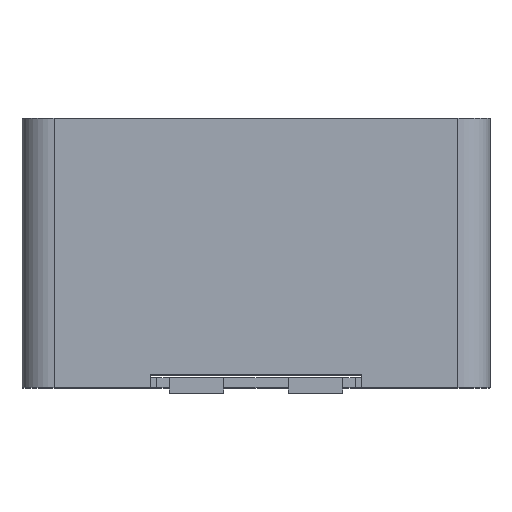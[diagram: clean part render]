
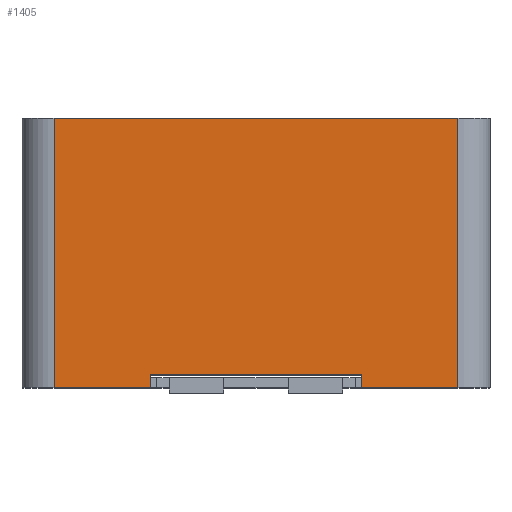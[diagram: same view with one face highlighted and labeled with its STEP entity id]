
A CAD part, top view. The second image highlights one B-rep face of the part: STEP entity #1405.
In plain terms, the highlighted planar face has unit normal (0, 0, 1).
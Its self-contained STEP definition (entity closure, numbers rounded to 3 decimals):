
#140 = VECTOR ( 'NONE', #9600, 1000. ) ;
#302 = CARTESIAN_POINT ( 'NONE',  ( -1.65, 0.2, 3.65 ) ) ;
#350 = ORIENTED_EDGE ( 'NONE', *, *, #4311, .F. ) ;
#469 = ORIENTED_EDGE ( 'NONE', *, *, #8833, .F. ) ;
#615 = CARTESIAN_POINT ( 'NONE',  ( 1.65, 0.2, 3.65 ) ) ;
#1036 = LINE ( 'NONE', #7763, #4713 ) ;
#1330 = EDGE_CURVE ( 'NONE', #8189, #5553, #4584, .T. ) ;
#1370 = CARTESIAN_POINT ( 'NONE',  ( -3.15, 4.2, 3.65 ) ) ;
#1405 = ADVANCED_FACE ( 'NONE', ( #1776 ), #4859, .F. ) ;
#1541 = CARTESIAN_POINT ( 'NONE',  ( 1.65, 0.2, 3.65 ) ) ;
#1563 = VECTOR ( 'NONE', #8361, 1000. ) ;
#1621 = CARTESIAN_POINT ( 'NONE',  ( -3.15, 4.2, 3.65 ) ) ;
#1648 = CARTESIAN_POINT ( 'NONE',  ( -3.15, 0., 3.65 ) ) ;
#1708 = VECTOR ( 'NONE', #7849, 1000. ) ;
#1776 = FACE_OUTER_BOUND ( 'NONE', #2165, .T. ) ;
#2026 = LINE ( 'NONE', #6589, #140 ) ;
#2165 = EDGE_LOOP ( 'NONE', ( #7326, #469, #350, #7912, #6686, #6764, #7429, #7150 ) ) ;
#2230 = LINE ( 'NONE', #1621, #8017 ) ;
#2276 = DIRECTION ( 'NONE',  ( 1., 0., 0. ) ) ;
#2394 = EDGE_CURVE ( 'NONE', #8983, #3437, #2230, .T. ) ;
#2430 = CARTESIAN_POINT ( 'NONE',  ( -3.15, 0., 3.65 ) ) ;
#2913 = EDGE_CURVE ( 'NONE', #9243, #5130, #7580, .T. ) ;
#3029 = DIRECTION ( 'NONE',  ( 0., -1., 0. ) ) ;
#3177 = DIRECTION ( 'NONE',  ( 0., -1., 0. ) ) ;
#3286 = EDGE_CURVE ( 'NONE', #3437, #5158, #2026, .T. ) ;
#3291 = VECTOR ( 'NONE', #3177, 1000. ) ;
#3437 = VERTEX_POINT ( 'NONE', #1648 ) ;
#3638 = VECTOR ( 'NONE', #9055, 1000. ) ;
#3943 = AXIS2_PLACEMENT_3D ( 'NONE', #6350, #4235, #7861 ) ;
#3974 = LINE ( 'NONE', #9284, #3291 ) ;
#4235 = DIRECTION ( 'NONE',  ( 0., 0., -1. ) ) ;
#4311 = EDGE_CURVE ( 'NONE', #9243, #4872, #1036, .T. ) ;
#4584 = LINE ( 'NONE', #7581, #3638 ) ;
#4622 = LINE ( 'NONE', #2430, #6596 ) ;
#4645 = EDGE_CURVE ( 'NONE', #8983, #8189, #6290, .T. ) ;
#4713 = VECTOR ( 'NONE', #4863, 1000. ) ;
#4733 = CARTESIAN_POINT ( 'NONE',  ( 3.15, 0., 3.65 ) ) ;
#4859 = PLANE ( 'NONE',  #3943 ) ;
#4863 = DIRECTION ( 'NONE',  ( -1., 0., 0. ) ) ;
#4872 = VERTEX_POINT ( 'NONE', #302 ) ;
#5130 = VERTEX_POINT ( 'NONE', #6832 ) ;
#5158 = VERTEX_POINT ( 'NONE', #6198 ) ;
#5545 = CARTESIAN_POINT ( 'NONE',  ( -3.15, 4.2, 3.65 ) ) ;
#5553 = VERTEX_POINT ( 'NONE', #4733 ) ;
#6198 = CARTESIAN_POINT ( 'NONE',  ( -1.65, 0., 3.65 ) ) ;
#6290 = LINE ( 'NONE', #5545, #1708 ) ;
#6350 = CARTESIAN_POINT ( 'NONE',  ( -3.15, 4.2, 3.65 ) ) ;
#6589 = CARTESIAN_POINT ( 'NONE',  ( -3.15, 0., 3.65 ) ) ;
#6596 = VECTOR ( 'NONE', #2276, 1000. ) ;
#6686 = ORIENTED_EDGE ( 'NONE', *, *, #7121, .T. ) ;
#6764 = ORIENTED_EDGE ( 'NONE', *, *, #1330, .F. ) ;
#6832 = CARTESIAN_POINT ( 'NONE',  ( 1.65, 0., 3.65 ) ) ;
#6914 = CARTESIAN_POINT ( 'NONE',  ( 3.15, 4.2, 3.65 ) ) ;
#7121 = EDGE_CURVE ( 'NONE', #5130, #5553, #4622, .T. ) ;
#7150 = ORIENTED_EDGE ( 'NONE', *, *, #2394, .T. ) ;
#7326 = ORIENTED_EDGE ( 'NONE', *, *, #3286, .T. ) ;
#7429 = ORIENTED_EDGE ( 'NONE', *, *, #4645, .F. ) ;
#7580 = LINE ( 'NONE', #1541, #1563 ) ;
#7581 = CARTESIAN_POINT ( 'NONE',  ( 3.15, 4.2, 3.65 ) ) ;
#7763 = CARTESIAN_POINT ( 'NONE',  ( 1.65, 0.2, 3.65 ) ) ;
#7849 = DIRECTION ( 'NONE',  ( 1., 0., 0. ) ) ;
#7861 = DIRECTION ( 'NONE',  ( -1., 0., 0. ) ) ;
#7912 = ORIENTED_EDGE ( 'NONE', *, *, #2913, .T. ) ;
#8017 = VECTOR ( 'NONE', #3029, 1000. ) ;
#8189 = VERTEX_POINT ( 'NONE', #6914 ) ;
#8361 = DIRECTION ( 'NONE',  ( 0., -1., 0. ) ) ;
#8833 = EDGE_CURVE ( 'NONE', #4872, #5158, #3974, .T. ) ;
#8983 = VERTEX_POINT ( 'NONE', #1370 ) ;
#9055 = DIRECTION ( 'NONE',  ( 0., -1., 0. ) ) ;
#9243 = VERTEX_POINT ( 'NONE', #615 ) ;
#9284 = CARTESIAN_POINT ( 'NONE',  ( -1.65, 0.2, 3.65 ) ) ;
#9600 = DIRECTION ( 'NONE',  ( 1., 0., 0. ) ) ;
